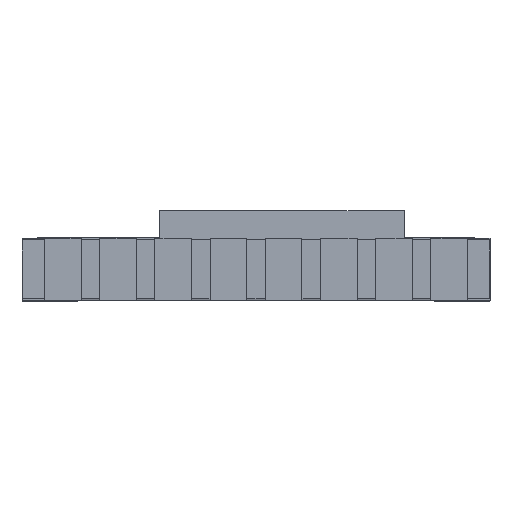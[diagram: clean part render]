
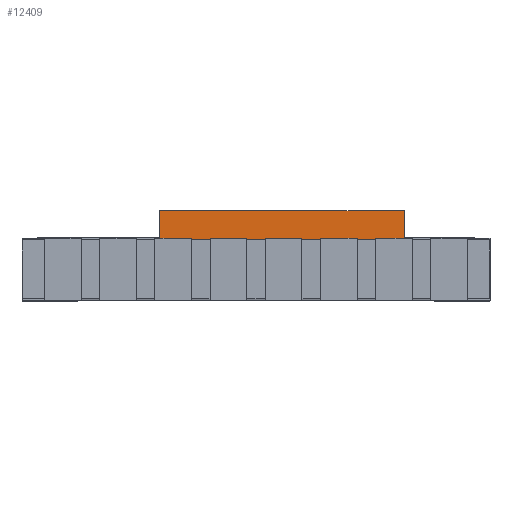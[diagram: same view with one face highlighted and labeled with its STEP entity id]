
A CAD part, top view. The second image highlights one B-rep face of the part: STEP entity #12409.
In plain terms, the highlighted planar face has unit normal (0, 0, 1).
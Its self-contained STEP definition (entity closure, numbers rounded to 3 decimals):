
#1084 = EDGE_CURVE ( 'NONE', #9700, #4279, #11003, .T. ) ;
#1136 = EDGE_LOOP ( 'NONE', ( #15383, #1525, #6471, #4502 ) ) ;
#1525 = ORIENTED_EDGE ( 'NONE', *, *, #1084, .F. ) ;
#2205 = DIRECTION ( 'NONE',  ( 0., -1., 0. ) ) ;
#2279 = CARTESIAN_POINT ( 'NONE',  ( 4.026, 0.8, 11.624 ) ) ;
#2331 = PLANE ( 'NONE',  #9858 ) ;
#2775 = CARTESIAN_POINT ( 'NONE',  ( -2.619, 0.8, 11.624 ) ) ;
#2914 = EDGE_CURVE ( 'NONE', #7055, #3947, #6767, .T. ) ;
#3066 = VECTOR ( 'NONE', #6695, 1000. ) ;
#3140 = DIRECTION ( 'NONE',  ( 1., 0., 0. ) ) ;
#3488 = DIRECTION ( 'NONE',  ( 0., 0., -1. ) ) ;
#3698 = VECTOR ( 'NONE', #3140, 1000. ) ;
#3947 = VERTEX_POINT ( 'NONE', #13196 ) ;
#4279 = VERTEX_POINT ( 'NONE', #12394 ) ;
#4502 = ORIENTED_EDGE ( 'NONE', *, *, #2914, .T. ) ;
#6200 = VECTOR ( 'NONE', #12385, 1000. ) ;
#6449 = EDGE_CURVE ( 'NONE', #3947, #4279, #15295, .T. ) ;
#6471 = ORIENTED_EDGE ( 'NONE', *, *, #8302, .F. ) ;
#6695 = DIRECTION ( 'NONE',  ( 1., 0., 0. ) ) ;
#6767 = LINE ( 'NONE', #2775, #6200 ) ;
#6934 = LINE ( 'NONE', #8089, #3698 ) ;
#7055 = VERTEX_POINT ( 'NONE', #7715 ) ;
#7715 = CARTESIAN_POINT ( 'NONE',  ( -2.619, 0.8, 11.624 ) ) ;
#8089 = CARTESIAN_POINT ( 'NONE',  ( 4.026, 0.8, 11.624 ) ) ;
#8302 = EDGE_CURVE ( 'NONE', #7055, #9700, #6934, .T. ) ;
#8571 = CARTESIAN_POINT ( 'NONE',  ( 4.026, 0.8, 11.624 ) ) ;
#9700 = VERTEX_POINT ( 'NONE', #8571 ) ;
#9858 = AXIS2_PLACEMENT_3D ( 'NONE', #2279, #3488, #13268 ) ;
#10571 = CARTESIAN_POINT ( 'NONE',  ( 4.026, 0.8, 11.624 ) ) ;
#11003 = LINE ( 'NONE', #10571, #15362 ) ;
#12385 = DIRECTION ( 'NONE',  ( 0., -1., 0. ) ) ;
#12394 = CARTESIAN_POINT ( 'NONE',  ( 4.026, 0., 11.624 ) ) ;
#12409 = ADVANCED_FACE ( 'NONE', ( #13246 ), #2331, .F. ) ;
#13196 = CARTESIAN_POINT ( 'NONE',  ( -2.619, 0., 11.624 ) ) ;
#13246 = FACE_OUTER_BOUND ( 'NONE', #1136, .T. ) ;
#13268 = DIRECTION ( 'NONE',  ( -1., 0., 0. ) ) ;
#13769 = CARTESIAN_POINT ( 'NONE',  ( 4.026, 0., 11.624 ) ) ;
#15295 = LINE ( 'NONE', #13769, #3066 ) ;
#15362 = VECTOR ( 'NONE', #2205, 1000. ) ;
#15383 = ORIENTED_EDGE ( 'NONE', *, *, #6449, .T. ) ;
